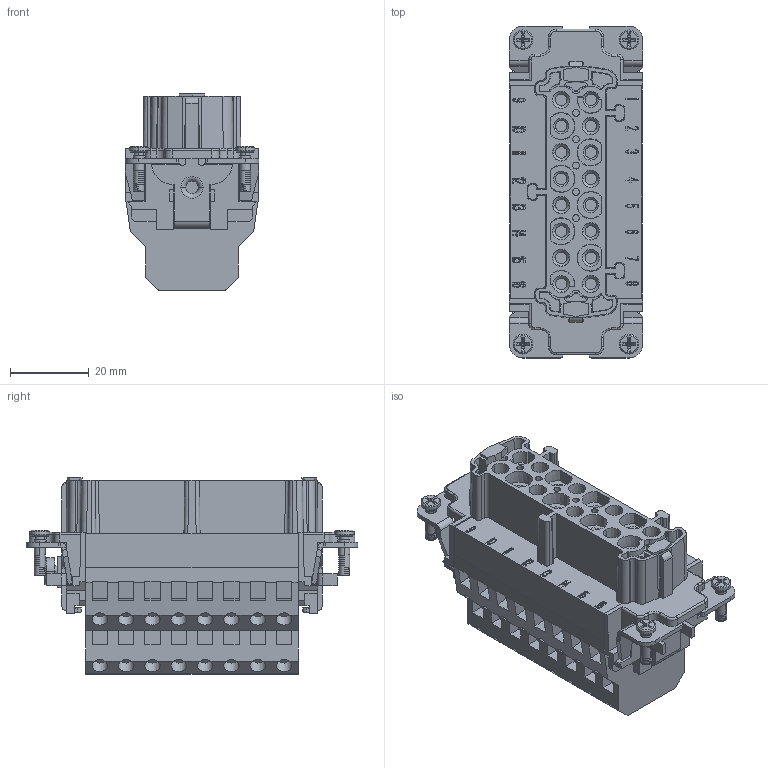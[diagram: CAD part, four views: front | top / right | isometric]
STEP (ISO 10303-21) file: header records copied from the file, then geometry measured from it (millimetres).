
FILE_DESCRIPTION((''),'2;1');
FILE_NAME('16-F','2017-07-28T',('tl.yang'),(''),'PRO/ENGINEER BY PARAMETRIC TECHNOLOGY CORPORATION, 2011500','PRO/ENGINEER BY PARAMETRIC TECHNOLOGY CORPORATION, 2011500','');
FILE_SCHEMA(('CONFIG_CONTROL_DESIGN'));
Products named in the file (1): 16-F
Bounding box: 34 x 84.5 x 49.96 mm (x, y, z)
Volume: 68035.6 mm3; surface area: 26639.2 mm2
Topology: 1 solids, 2 shells, 2757 faces, 8094 edges, 5455 vertices
Faces by surface type: plane 2224, cylinder 325, cone 158, bspline 32, torus 18
Entity records: 93530 total; most frequent: CARTESIAN_POINT 19960, ORIENTED_EDGE 16188, DIRECTION 13986, EDGE_CURVE 8094, VECTOR 6776, LINE 6776, VERTEX_POINT 5455, AXIS2_PLACEMENT_3D 3605
